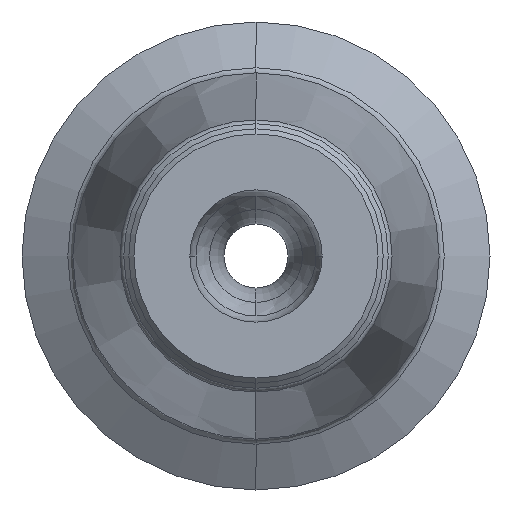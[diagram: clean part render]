
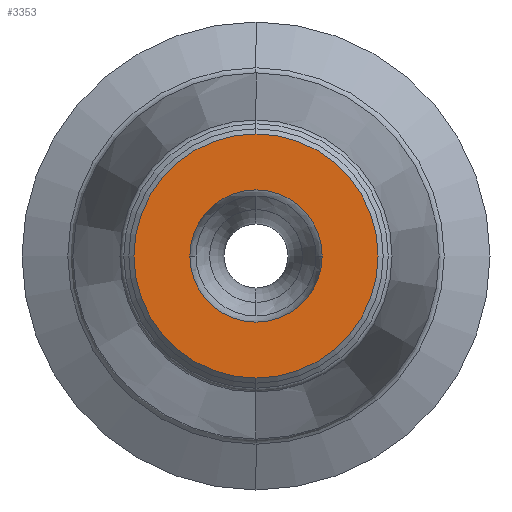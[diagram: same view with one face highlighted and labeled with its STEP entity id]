
A CAD part, left-side view. The second image highlights one B-rep face of the part: STEP entity #3353.
In plain terms, the highlighted planar face has unit normal (-1, 0, 0).
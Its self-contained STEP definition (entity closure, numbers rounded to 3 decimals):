
#298 = CARTESIAN_POINT ( 'NONE',  ( -36., 0., -13. ) ) ;
#362 = EDGE_CURVE ( 'NONE', #1589, #1709, #2406, .T. ) ;
#518 = ORIENTED_EDGE ( 'NONE', *, *, #2201, .T. ) ;
#568 = DIRECTION ( 'NONE',  ( 0., 0., -1. ) ) ;
#645 = ORIENTED_EDGE ( 'NONE', *, *, #362, .T. ) ;
#667 = ORIENTED_EDGE ( 'NONE', *, *, #1077, .F. ) ;
#739 = AXIS2_PLACEMENT_3D ( 'NONE', #2204, #1385, #568 ) ;
#876 = CIRCLE ( 'NONE', #3247, 13. ) ;
#924 = DIRECTION ( 'NONE',  ( -1., 0., 0. ) ) ;
#1034 = CARTESIAN_POINT ( 'NONE',  ( -36., 0., 13. ) ) ;
#1077 = EDGE_CURVE ( 'NONE', #2882, #2535, #2046, .T. ) ;
#1222 = DIRECTION ( 'NONE',  ( 0., 0., -1. ) ) ;
#1250 = CARTESIAN_POINT ( 'NONE',  ( -36., 0., 0. ) ) ;
#1265 = CIRCLE ( 'NONE', #739, 24. ) ;
#1283 = DIRECTION ( 'NONE',  ( -1., 0., 0. ) ) ;
#1290 = DIRECTION ( 'NONE',  ( 0., 0., 1. ) ) ;
#1338 = DIRECTION ( 'NONE',  ( -1., 0., 0. ) ) ;
#1385 = DIRECTION ( 'NONE',  ( -1., 0., 0. ) ) ;
#1589 = VERTEX_POINT ( 'NONE', #3027 ) ;
#1709 = VERTEX_POINT ( 'NONE', #2450 ) ;
#1778 = PLANE ( 'NONE',  #3459 ) ;
#1780 = EDGE_LOOP ( 'NONE', ( #518, #645 ) ) ;
#1866 = CARTESIAN_POINT ( 'NONE',  ( -36., 0., 0. ) ) ;
#2045 = ORIENTED_EDGE ( 'NONE', *, *, #2685, .F. ) ;
#2046 = CIRCLE ( 'NONE', #2579, 13. ) ;
#2058 = EDGE_LOOP ( 'NONE', ( #667, #2045 ) ) ;
#2106 = DIRECTION ( 'NONE',  ( 0., 0., -1. ) ) ;
#2201 = EDGE_CURVE ( 'NONE', #1709, #1589, #1265, .T. ) ;
#2204 = CARTESIAN_POINT ( 'NONE',  ( -36., 0., 0. ) ) ;
#2282 = FACE_OUTER_BOUND ( 'NONE', #1780, .T. ) ;
#2406 = CIRCLE ( 'NONE', #2586, 24. ) ;
#2450 = CARTESIAN_POINT ( 'NONE',  ( -36., 0., -24. ) ) ;
#2535 = VERTEX_POINT ( 'NONE', #298 ) ;
#2579 = AXIS2_PLACEMENT_3D ( 'NONE', #3519, #1338, #1290 ) ;
#2586 = AXIS2_PLACEMENT_3D ( 'NONE', #1866, #1283, #2106 ) ;
#2657 = CARTESIAN_POINT ( 'NONE',  ( -36., 13., 0. ) ) ;
#2685 = EDGE_CURVE ( 'NONE', #2535, #2882, #876, .T. ) ;
#2846 = DIRECTION ( 'NONE',  ( 0., 0., 1. ) ) ;
#2851 = FACE_BOUND ( 'NONE', #2058, .T. ) ;
#2882 = VERTEX_POINT ( 'NONE', #1034 ) ;
#3027 = CARTESIAN_POINT ( 'NONE',  ( -36., 0., 24. ) ) ;
#3247 = AXIS2_PLACEMENT_3D ( 'NONE', #1250, #924, #2846 ) ;
#3353 = ADVANCED_FACE ( 'NONE', ( #2282, #2851 ), #1778, .F. ) ;
#3459 = AXIS2_PLACEMENT_3D ( 'NONE', #2657, #3474, #1222 ) ;
#3474 = DIRECTION ( 'NONE',  ( 1., 0., 0. ) ) ;
#3519 = CARTESIAN_POINT ( 'NONE',  ( -36., 0., 0. ) ) ;
